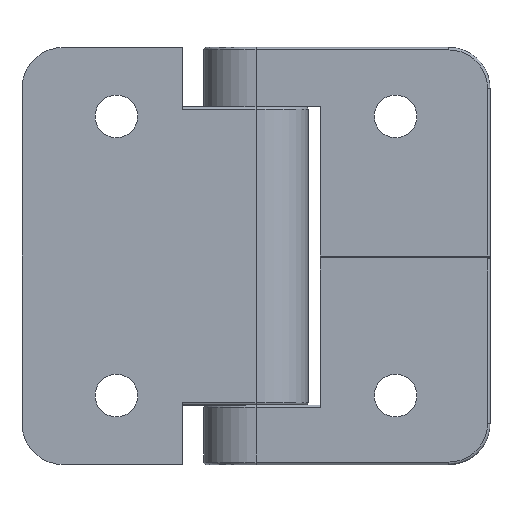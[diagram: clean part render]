
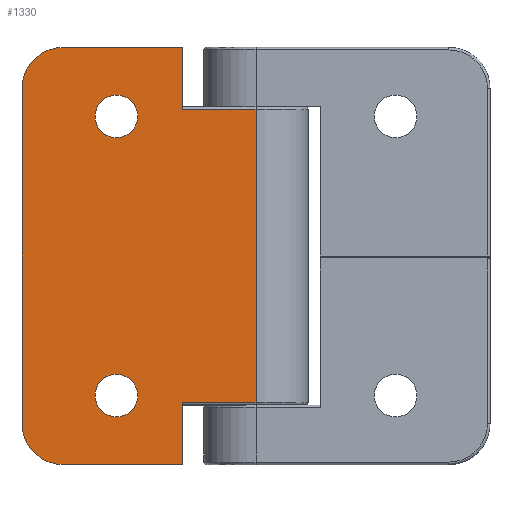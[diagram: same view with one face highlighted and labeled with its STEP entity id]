
A CAD part, front view. The second image highlights one B-rep face of the part: STEP entity #1330.
In plain terms, the highlighted planar face has unit normal (0, -1, 0).
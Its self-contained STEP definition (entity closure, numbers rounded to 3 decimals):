
#34=FACE_BOUND('',#440,.T.);
#35=FACE_BOUND('',#441,.T.);
#65=PLANE('',#1445);
#119=LINE('',#2084,#214);
#123=LINE('',#2093,#218);
#126=LINE('',#2101,#221);
#129=LINE('',#2109,#224);
#132=LINE('',#2117,#227);
#134=LINE('',#2124,#229);
#136=LINE('',#2155,#231);
#137=LINE('',#2156,#232);
#214=VECTOR('',#1646,7.55);
#218=VECTOR('',#1654,14.5);
#221=VECTOR('',#1663,40.8);
#224=VECTOR('',#1672,14.5);
#227=VECTOR('',#1679,7.55);
#229=VECTOR('',#1687,9.);
#231=VECTOR('',#1705,35.7);
#232=VECTOR('',#1706,9.);
#356=FACE_OUTER_BOUND('',#439,.T.);
#439=EDGE_LOOP('',(#1008,#1009,#1010,#1011,#1012,#1013,#1014,#1015,#1016,
#1017));
#440=EDGE_LOOP('',(#1018));
#441=EDGE_LOOP('',(#1019));
#531=CIRCLE('',#1428,5.);
#532=CIRCLE('',#1431,5.);
#540=CIRCLE('',#1446,2.6);
#541=CIRCLE('',#1447,2.6);
#619=VERTEX_POINT('',#2081);
#620=VERTEX_POINT('',#2083);
#623=VERTEX_POINT('',#2091);
#624=VERTEX_POINT('',#2095);
#625=VERTEX_POINT('',#2099);
#626=VERTEX_POINT('',#2103);
#627=VERTEX_POINT('',#2107);
#630=VERTEX_POINT('',#2115);
#632=VERTEX_POINT('',#2122);
#637=VERTEX_POINT('',#2154);
#638=VERTEX_POINT('',#2157);
#639=VERTEX_POINT('',#2159);
#754=EDGE_CURVE('',#620,#619,#119,.T.);
#759=EDGE_CURVE('',#623,#619,#123,.T.);
#761=EDGE_CURVE('',#624,#623,#531,.T.);
#763=EDGE_CURVE('',#624,#625,#126,.T.);
#765=EDGE_CURVE('',#626,#625,#532,.T.);
#767=EDGE_CURVE('',#627,#626,#129,.T.);
#771=EDGE_CURVE('',#627,#630,#132,.T.);
#774=EDGE_CURVE('',#632,#630,#134,.T.);
#782=EDGE_CURVE('',#637,#632,#136,.T.);
#783=EDGE_CURVE('',#620,#637,#137,.T.);
#784=EDGE_CURVE('',#638,#638,#540,.T.);
#785=EDGE_CURVE('',#639,#639,#541,.T.);
#1008=ORIENTED_EDGE('',*,*,#771,.T.);
#1009=ORIENTED_EDGE('',*,*,#774,.F.);
#1010=ORIENTED_EDGE('',*,*,#782,.F.);
#1011=ORIENTED_EDGE('',*,*,#783,.F.);
#1012=ORIENTED_EDGE('',*,*,#754,.T.);
#1013=ORIENTED_EDGE('',*,*,#759,.F.);
#1014=ORIENTED_EDGE('',*,*,#761,.F.);
#1015=ORIENTED_EDGE('',*,*,#763,.T.);
#1016=ORIENTED_EDGE('',*,*,#765,.F.);
#1017=ORIENTED_EDGE('',*,*,#767,.F.);
#1018=ORIENTED_EDGE('',*,*,#784,.T.);
#1019=ORIENTED_EDGE('',*,*,#785,.T.);
#1330=ADVANCED_FACE('',(#356,#34,#35),#65,.T.);
#1428=AXIS2_PLACEMENT_3D('',#2097,#1658,#1659);
#1431=AXIS2_PLACEMENT_3D('',#2105,#1667,#1668);
#1445=AXIS2_PLACEMENT_3D('',#2153,#1703,#1704);
#1446=AXIS2_PLACEMENT_3D('',#2158,#1707,#1708);
#1447=AXIS2_PLACEMENT_3D('',#2160,#1709,#1710);
#1646=DIRECTION('',(0.,0.,1.));
#1654=DIRECTION('',(1.,0.,0.));
#1658=DIRECTION('center_axis',(0.,1.,0.));
#1659=DIRECTION('ref_axis',(-0.707,0.,0.707));
#1663=DIRECTION('',(0.,0.,-1.));
#1667=DIRECTION('center_axis',(0.,1.,0.));
#1668=DIRECTION('ref_axis',(-0.707,0.,-0.707));
#1672=DIRECTION('',(-1.,0.,0.));
#1679=DIRECTION('',(0.,0.,1.));
#1687=DIRECTION('',(-1.,0.,0.));
#1703=DIRECTION('center_axis',(0.,-1.,0.));
#1704=DIRECTION('ref_axis',(1.,0.,0.));
#1705=DIRECTION('',(0.,0.,-1.));
#1706=DIRECTION('',(1.,0.,0.));
#1707=DIRECTION('center_axis',(0.,1.,0.));
#1708=DIRECTION('ref_axis',(1.,0.,0.));
#1709=DIRECTION('center_axis',(0.,1.,0.));
#1710=DIRECTION('ref_axis',(1.,0.,0.));
#2081=CARTESIAN_POINT('',(-9.,-6.35,25.4));
#2083=CARTESIAN_POINT('',(-9.,-6.35,17.85));
#2084=CARTESIAN_POINT('',(-9.,-6.35,12.7));
#2091=CARTESIAN_POINT('',(-23.5,-6.35,25.4));
#2093=CARTESIAN_POINT('',(0.,-6.35,25.4));
#2095=CARTESIAN_POINT('',(-28.5,-6.35,20.4));
#2097=CARTESIAN_POINT('Origin',(-23.5,-6.35,20.4));
#2099=CARTESIAN_POINT('',(-28.5,-6.35,-20.4));
#2101=CARTESIAN_POINT('',(-28.5,-6.35,0.));
#2103=CARTESIAN_POINT('',(-23.5,-6.35,-25.4));
#2105=CARTESIAN_POINT('Origin',(-23.5,-6.35,-20.4));
#2107=CARTESIAN_POINT('',(-9.,-6.35,-25.4));
#2109=CARTESIAN_POINT('',(0.,-6.35,-25.4));
#2115=CARTESIAN_POINT('',(-9.,-6.35,-17.85));
#2117=CARTESIAN_POINT('',(-9.,-6.35,-12.7));
#2122=CARTESIAN_POINT('',(0.,-6.35,-17.85));
#2124=CARTESIAN_POINT('',(-17.2,-6.35,-17.85));
#2153=CARTESIAN_POINT('Origin',(-28.5,-6.35,0.));
#2154=CARTESIAN_POINT('',(0.,-6.35,17.85));
#2155=CARTESIAN_POINT('',(0.,-6.35,0.));
#2156=CARTESIAN_POINT('',(-17.2,-6.35,17.85));
#2157=CARTESIAN_POINT('',(-19.6,-6.35,17.));
#2158=CARTESIAN_POINT('Origin',(-17.,-6.35,17.));
#2159=CARTESIAN_POINT('',(-19.6,-6.35,-17.));
#2160=CARTESIAN_POINT('Origin',(-17.,-6.35,-17.));
